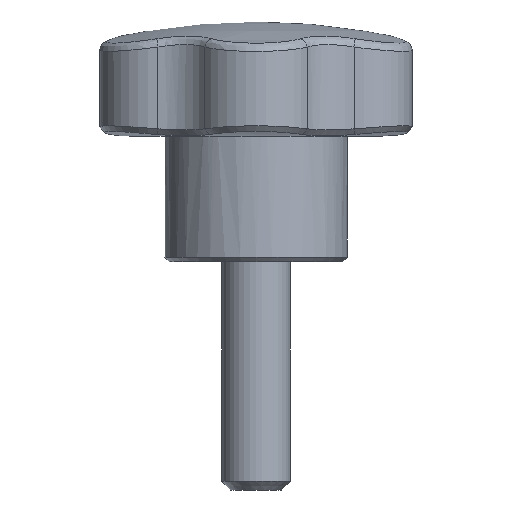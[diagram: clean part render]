
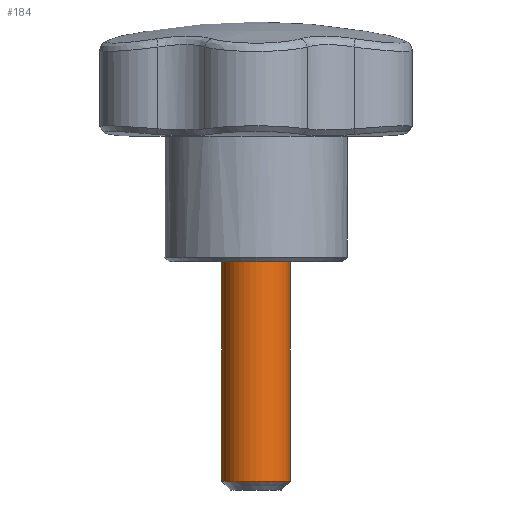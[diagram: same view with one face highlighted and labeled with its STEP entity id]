
A CAD part, front view. The second image highlights one B-rep face of the part: STEP entity #184.
In plain terms, the highlighted cylindrical face has radius 6 mm (diameter 12 mm), a full revolution.
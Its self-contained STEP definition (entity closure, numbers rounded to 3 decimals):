
#184 = ADVANCED_FACE( '', ( #399, #400 ), #401, .T. );
#399 = FACE_OUTER_BOUND( '', #1612, .T. );
#400 = FACE_OUTER_BOUND( '', #1613, .T. );
#401 = CYLINDRICAL_SURFACE( '', #1614, 6. );
#1612 = EDGE_LOOP( '', ( #3791 ) );
#1613 = EDGE_LOOP( '', ( #3792 ) );
#1614 = AXIS2_PLACEMENT_3D( '', #3793, #3794, #3795 );
#3791 = ORIENTED_EDGE( '', *, *, #4185, .T. );
#3792 = ORIENTED_EDGE( '', *, *, #4091, .F. );
#3793 = CARTESIAN_POINT( '', ( 0., 0., 34. ) );
#3794 = DIRECTION( '', ( 0., 0., -1. ) );
#3795 = DIRECTION( '', ( 1., 0., 0. ) );
#4091 = EDGE_CURVE( '', #4381, #4381, #4382, .T. );
#4185 = EDGE_CURVE( '', #4544, #4544, #4545, .T. );
#4381 = VERTEX_POINT( '', #5094 );
#4382 = CIRCLE( '', #5095, 6. );
#4544 = VERTEX_POINT( '', #5831 );
#4545 = CIRCLE( '', #5832, 6. );
#5094 = CARTESIAN_POINT( '', ( 6., 0., 0. ) );
#5095 = AXIS2_PLACEMENT_3D( '', #7393, #7394, #7395 );
#5831 = CARTESIAN_POINT( '', ( 6., 0., -38.5 ) );
#5832 = AXIS2_PLACEMENT_3D( '', #7464, #7465, #7466 );
#7393 = CARTESIAN_POINT( '', ( 0., 0., 0. ) );
#7394 = DIRECTION( '', ( 0., 0., 1. ) );
#7395 = DIRECTION( '', ( 1., 0., 0. ) );
#7464 = CARTESIAN_POINT( '', ( 0., 0., -38.5 ) );
#7465 = DIRECTION( '', ( 0., 0., 1. ) );
#7466 = DIRECTION( '', ( 1., 0., 0. ) );
